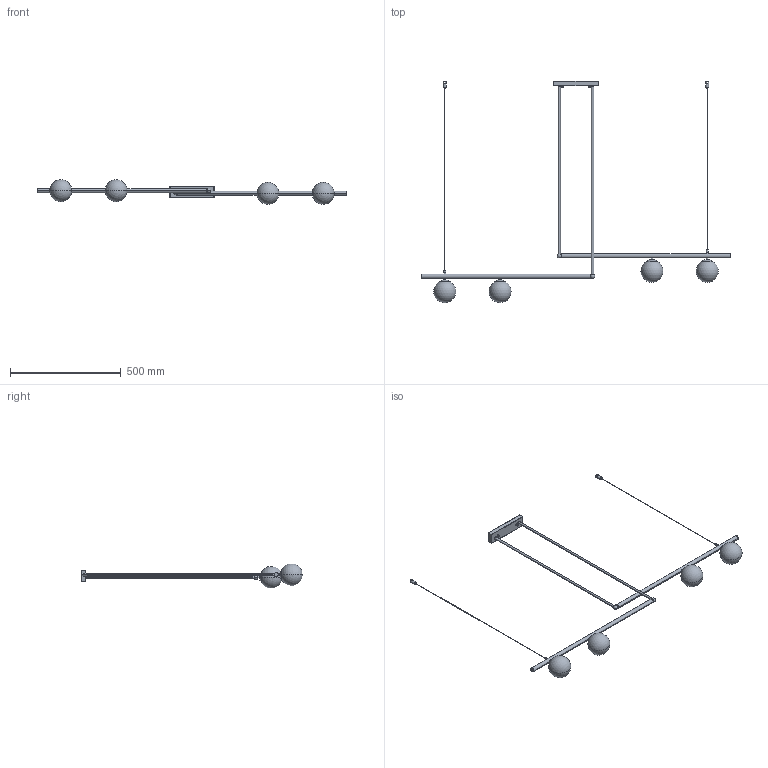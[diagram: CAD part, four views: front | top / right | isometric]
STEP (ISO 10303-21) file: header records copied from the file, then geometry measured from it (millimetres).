
FILE_DESCRIPTION((''),'2;1');
FILE_NAME('DD-002_ASM','2023-03-30T23:53:16',('Administrator'),(''),'CREO PARAMETRIC BY PTC INC, 2020053','CREO PARAMETRIC BY PTC INC, 2020053','');
FILE_SCHEMA(('CONFIG_CONTROL_DESIGN'));
Length unit declared in the file: millimetre
Products named in the file (13): DD-002-01; DD-002-02; DD-002-03; DD-002-04; DD-002-06; DD-002-07; DD-002-08; DD-002-09; DD-002-10; DD-002-05; DD-002-11-1; DD-002-11-2; DD-002_ASM
Assembly tree (21 placements, depth 2):
  DD-002_ASM
    DD-002-01
    DD-002-02  x2
    DD-002-03
    DD-002-04
    DD-002-06  x2
    DD-002-07  x2
    DD-002-08  x2
    DD-002-09  x2
    DD-002-10  x4
    DD-002-05  x2
    DD-002-11-1
    DD-002-11-2
Bounding box: 1400 x 999.67 x 110.98 mm (x, y, z)
Volume: 2710321.8 mm3; surface area: 343000.7 mm2
Topology: 21 solids, 21 shells, 1119 faces, 3116 edges, 2046 vertices
Faces by surface type: plane 733, cylinder 326, torus 28, sphere 20, cone 8, bspline 4
Entity records: 25780 total; most frequent: CARTESIAN_POINT 5217, ORIENTED_EDGE 4344, DIRECTION 4155, EDGE_CURVE 2172, VECTOR 1579, LINE 1579, VERTEX_POINT 1434, AXIS2_PLACEMENT_3D 1288
